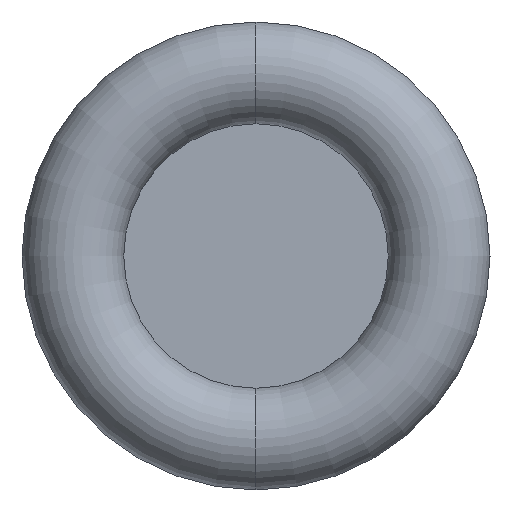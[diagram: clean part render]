
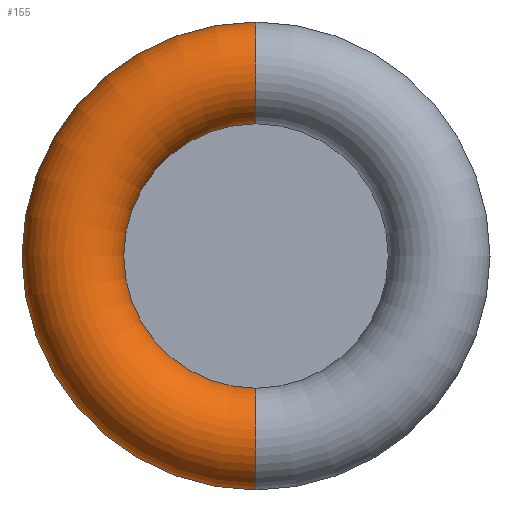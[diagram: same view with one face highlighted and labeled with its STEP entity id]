
A CAD part, left-side view. The second image highlights one B-rep face of the part: STEP entity #155.
In plain terms, the highlighted toroidal (fillet/blend) face has major radius 0.457 mm and minor radius 0.127 mm.
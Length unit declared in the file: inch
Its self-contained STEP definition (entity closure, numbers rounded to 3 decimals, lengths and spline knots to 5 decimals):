
#1 = AXIS2_PLACEMENT_3D ( 'NONE', #14, #13, #5 ) ;
#2 = CIRCLE ( 'NONE', #1, 0.005 ) ;
#5 = DIRECTION ( 'NONE',  ( 0., 0., -1. ) ) ;
#6 = CARTESIAN_POINT ( 'NONE',  ( 0.00346, 0., -0.018 ) ) ;
#7 = CIRCLE ( 'NONE', #8, 0.005 ) ;
#8 = AXIS2_PLACEMENT_3D ( 'NONE', #6, #9, #15 ) ;
#9 = DIRECTION ( 'NONE',  ( 0., 1., 0. ) ) ;
#13 = DIRECTION ( 'NONE',  ( 0., -1., 0. ) ) ;
#14 = CARTESIAN_POINT ( 'NONE',  ( 0.00346, 0., 0.018 ) ) ;
#15 = DIRECTION ( 'NONE',  ( 0., 0., 1. ) ) ;
#73 = CARTESIAN_POINT ( 'NONE',  ( 0.00346, 0., -0.023 ) ) ;
#75 = CARTESIAN_POINT ( 'NONE',  ( 0.00346, 0., 0.023 ) ) ;
#120 = EDGE_CURVE ( 'NONE', #130, #134, #345, .T. ) ;
#127 = ORIENTED_EDGE ( 'NONE', *, *, #120, .F. ) ;
#130 = VERTEX_POINT ( 'NONE', #290 ) ;
#131 = ORIENTED_EDGE ( 'NONE', *, *, #168, .T. ) ;
#134 = VERTEX_POINT ( 'NONE', #371 ) ;
#155 = ADVANCED_FACE ( 'NONE', ( #354 ), #311, .T. ) ;
#156 = EDGE_LOOP ( 'NONE', ( #281, #131, #127, #249 ) ) ;
#168 = EDGE_CURVE ( 'NONE', #204, #134, #7, .T. ) ;
#180 = VERTEX_POINT ( 'NONE', #75 ) ;
#204 = VERTEX_POINT ( 'NONE', #73 ) ;
#225 = EDGE_CURVE ( 'NONE', #180, #130, #2, .T. ) ;
#249 = ORIENTED_EDGE ( 'NONE', *, *, #225, .F. ) ;
#255 = EDGE_CURVE ( 'NONE', #180, #204, #411, .T. ) ;
#281 = ORIENTED_EDGE ( 'NONE', *, *, #255, .T. ) ;
#286 = DIRECTION ( 'NONE',  ( -1., 0., 0. ) ) ;
#289 = DIRECTION ( 'NONE',  ( 0., 0., 1. ) ) ;
#290 = CARTESIAN_POINT ( 'NONE',  ( 0.00346, 0., 0.013 ) ) ;
#297 = CARTESIAN_POINT ( 'NONE',  ( 0.00346, 0., 0. ) ) ;
#300 = DIRECTION ( 'NONE',  ( 0., 0., 1. ) ) ;
#311 = TOROIDAL_SURFACE ( 'NONE', #318, 0.018, 0.005 ) ;
#317 = CARTESIAN_POINT ( 'NONE',  ( 0.00346, 0., 0. ) ) ;
#318 = AXIS2_PLACEMENT_3D ( 'NONE', #297, #286, #300 ) ;
#345 = CIRCLE ( 'NONE', #357, 0.013 ) ;
#354 = FACE_OUTER_BOUND ( 'NONE', #156, .T. ) ;
#357 = AXIS2_PLACEMENT_3D ( 'NONE', #317, #367, #289 ) ;
#367 = DIRECTION ( 'NONE',  ( -1., 0., 0. ) ) ;
#371 = CARTESIAN_POINT ( 'NONE',  ( 0.00346, 0., -0.013 ) ) ;
#394 = DIRECTION ( 'NONE',  ( -1., 0., 0. ) ) ;
#403 = AXIS2_PLACEMENT_3D ( 'NONE', #428, #394, #423 ) ;
#411 = CIRCLE ( 'NONE', #403, 0.023 ) ;
#423 = DIRECTION ( 'NONE',  ( 0., 0., 1. ) ) ;
#428 = CARTESIAN_POINT ( 'NONE',  ( 0.00346, 0., 0. ) ) ;
